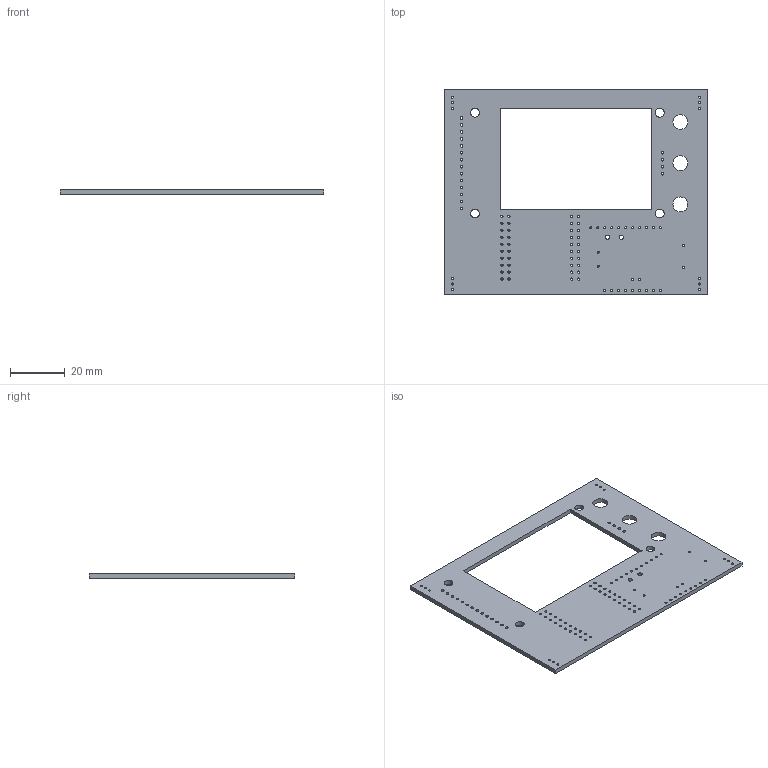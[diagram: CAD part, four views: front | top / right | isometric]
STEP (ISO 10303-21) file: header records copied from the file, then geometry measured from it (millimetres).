
FILE_DESCRIPTION(('KiCad electronic assembly'),'2;1');
FILE_NAME('InterconnectPCB.step','2022-01-06T16:02:28',('Pcbnew'),( 'Kicad'),'Open CASCADE STEP processor 7.5','KiCad to STEP converter' ,'Unknown');
FILE_SCHEMA(('AUTOMOTIVE_DESIGN { 1 0 10303 214 1 1 1 1 }'));
Length unit declared in the file: millimetre
Products named in the file (2): InterconnectPCB 1; _autosave-Interconnect PCB PCB
Assembly tree (1 placements, depth 2):
  InterconnectPCB 1
    _autosave-Interconnect PCB PCB
Bounding box: 96 x 75 x 1.6 mm (x, y, z)
Volume: 8013.6 mm3; surface area: 11417.4 mm2
Topology: 1 solids, 1 shells, 115 faces, 339 edges, 226 vertices
Faces by surface type: cylinder 105, plane 10
Full cylindrical faces by diameter (mm): 0.762 x38, 0.8 x40, 1 x18, 1.6 x2, 3.2 x4, 5.4 x3
Entity records: 9471 total; most frequent: CARTESIAN_POINT 2620, DIRECTION 1251, ORIENTED_EDGE 678, PCURVE 678, DEFINITIONAL_REPRESENTATION 678, LINE 597, VECTOR 597, EDGE_CURVE 339
